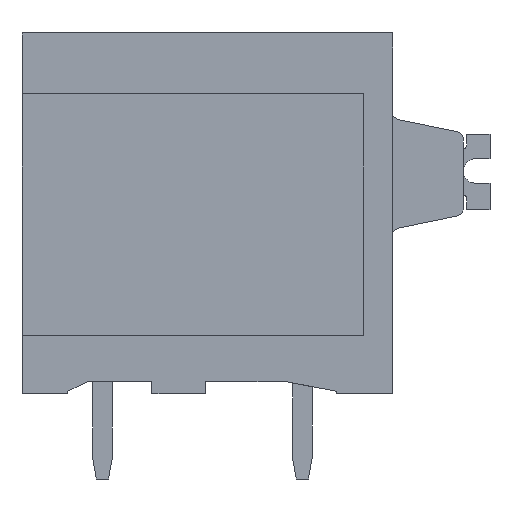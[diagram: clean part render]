
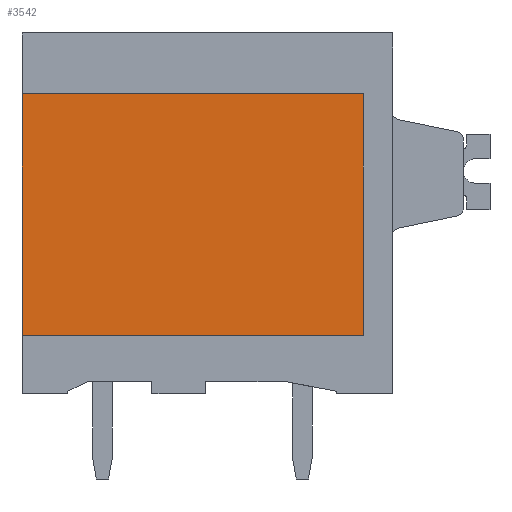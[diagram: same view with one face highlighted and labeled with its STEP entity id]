
A CAD part, left-side view. The second image highlights one B-rep face of the part: STEP entity #3542.
In plain terms, the highlighted planar face has unit normal (-1, 0, 0).
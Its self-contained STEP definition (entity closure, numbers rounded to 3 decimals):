
#3534=AXIS2_PLACEMENT_3D('Plane Axis2P3D',#3531,#3532,#3533) ;
#3076=CARTESIAN_POINT('Vertex',(1.1,19.2,5.9)) ;
#3079=CARTESIAN_POINT('Line Origine',(1.1,19.2,10.85)) ;
#3083=CARTESIAN_POINT('Vertex',(1.1,19.2,15.8)) ;
#3471=CARTESIAN_POINT('Line Origine',(1.1,12.2,15.8)) ;
#3475=CARTESIAN_POINT('Vertex',(1.1,5.2,15.8)) ;
#3495=CARTESIAN_POINT('Line Origine',(1.1,5.2,10.85)) ;
#3499=CARTESIAN_POINT('Vertex',(1.1,5.2,5.9)) ;
#3519=CARTESIAN_POINT('Line Origine',(1.1,12.2,5.9)) ;
#3531=CARTESIAN_POINT('Axis2P3D Location',(1.1,0.,0.)) ;
#3080=DIRECTION('Vector Direction',(0.,0.,1.)) ;
#3472=DIRECTION('Vector Direction',(0.,1.,0.)) ;
#3496=DIRECTION('Vector Direction',(0.,0.,1.)) ;
#3520=DIRECTION('Vector Direction',(0.,1.,0.)) ;
#3532=DIRECTION('Axis2P3D Direction',(-1.,0.,0.)) ;
#3533=DIRECTION('Axis2P3D XDirection',(0.,-1.,0.)) ;
#3081=VECTOR('Line Direction',#3080,1.) ;
#3473=VECTOR('Line Direction',#3472,1.) ;
#3497=VECTOR('Line Direction',#3496,1.) ;
#3521=VECTOR('Line Direction',#3520,1.) ;
#3537=ORIENTED_EDGE('',*,*,#3523,.F.) ;
#3538=ORIENTED_EDGE('',*,*,#3501,.T.) ;
#3539=ORIENTED_EDGE('',*,*,#3477,.T.) ;
#3540=ORIENTED_EDGE('',*,*,#3085,.F.) ;
#3542=ADVANCED_FACE('housing left',(#3541),#3535,.T.) ;
#3085=EDGE_CURVE('',#3077,#3084,#3082,.T.) ;
#3477=EDGE_CURVE('',#3476,#3084,#3474,.T.) ;
#3501=EDGE_CURVE('',#3500,#3476,#3498,.T.) ;
#3523=EDGE_CURVE('',#3500,#3077,#3522,.T.) ;
#3536=EDGE_LOOP('',(#3537,#3538,#3539,#3540)) ;
#3541=FACE_OUTER_BOUND('',#3536,.T.) ;
#3082=LINE('Line',#3079,#3081) ;
#3474=LINE('Line',#3471,#3473) ;
#3498=LINE('Line',#3495,#3497) ;
#3522=LINE('Line',#3519,#3521) ;
#3535=PLANE('',#3534) ;
#3077=VERTEX_POINT('',#3076) ;
#3084=VERTEX_POINT('',#3083) ;
#3476=VERTEX_POINT('',#3475) ;
#3500=VERTEX_POINT('',#3499) ;
